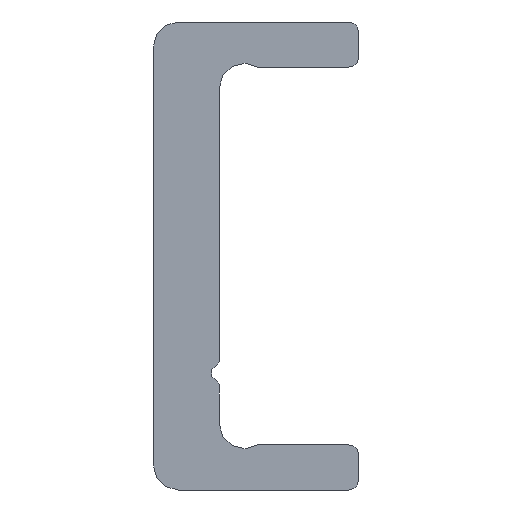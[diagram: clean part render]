
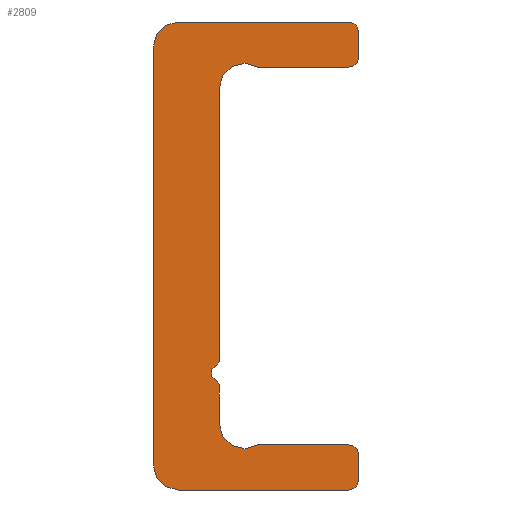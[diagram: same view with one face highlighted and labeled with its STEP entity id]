
A CAD part, left-side view. The second image highlights one B-rep face of the part: STEP entity #2809.
In plain terms, the highlighted planar face has unit normal (-1, 0, 0).
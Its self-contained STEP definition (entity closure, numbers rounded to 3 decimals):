
#1988=CARTESIAN_POINT('',(0.0,-6.15,-13.4));
#1989=VERTEX_POINT('',#1988);
#1996=CARTESIAN_POINT('',(0.0,-5.55,-14.));
#1997=VERTEX_POINT('',#1996);
#1998=CARTESIAN_POINT('',(0.0,-5.55,-13.4));
#1999=DIRECTION('',(1.0,0.0,0.0));
#2000=DIRECTION('',(0.0,-1.0,0.0));
#2001=AXIS2_PLACEMENT_3D('',#1998,#1999,#2000);
#2002=CIRCLE('',#2001,0.6);
#2003=EDGE_CURVE('',#1989,#1997,#2002,.T.);
#2027=CARTESIAN_POINT('',(0.0,-6.15,-11.9));
#2028=VERTEX_POINT('',#2027);
#2035=CARTESIAN_POINT('',(0.0,-6.15,-11.9));
#2036=DIRECTION('',(0.0,0.0,-1.0));
#2037=VECTOR('',#2036,1.5);
#2038=LINE('',#2035,#2037);
#2039=EDGE_CURVE('',#2028,#1989,#2038,.T.);
#2059=CARTESIAN_POINT('',(0.0,-5.55,-11.3));
#2060=VERTEX_POINT('',#2059);
#2067=CARTESIAN_POINT('',(0.0,-5.55,-11.9));
#2068=DIRECTION('',(1.0,0.0,0.0));
#2069=DIRECTION('',(0.0,0.0,1.0));
#2070=AXIS2_PLACEMENT_3D('',#2067,#2068,#2069);
#2071=CIRCLE('',#2070,0.6);
#2072=EDGE_CURVE('',#2060,#2028,#2071,.T.);
#2091=CARTESIAN_POINT('',(0.0,-0.098,-11.3));
#2092=VERTEX_POINT('',#2091);
#2099=CARTESIAN_POINT('',(0.0,-0.098,-11.3));
#2100=DIRECTION('',(0.0,-1.0,0.0));
#2101=VECTOR('',#2100,5.452);
#2102=LINE('',#2099,#2101);
#2103=EDGE_CURVE('',#2092,#2060,#2102,.T.);
#2123=CARTESIAN_POINT('',(0.0,2.2,-10.03));
#2124=VERTEX_POINT('',#2123);
#2131=CARTESIAN_POINT('',(0.0,0.7,-10.03));
#2132=DIRECTION('',(-1.0,0.0,0.0));
#2133=DIRECTION('',(0.0,0.532,0.847));
#2134=AXIS2_PLACEMENT_3D('',#2131,#2132,#2133);
#2135=CIRCLE('',#2134,1.5);
#2136=EDGE_CURVE('',#2124,#2092,#2135,.T.);
#2155=CARTESIAN_POINT('',(0.0,2.2,-7.707));
#2156=VERTEX_POINT('',#2155);
#2163=CARTESIAN_POINT('',(0.0,2.2,-7.707));
#2164=DIRECTION('',(0.0,0.0,-1.0));
#2165=VECTOR('',#2164,2.323);
#2166=LINE('',#2163,#2165);
#2167=EDGE_CURVE('',#2156,#2124,#2166,.T.);
#2187=CARTESIAN_POINT('',(0.0,2.367,-7.471));
#2188=VERTEX_POINT('',#2187);
#2195=CARTESIAN_POINT('',(0.0,2.45,-7.707));
#2196=DIRECTION('',(1.0,0.0,0.0));
#2197=DIRECTION('',(0.0,-0.333,0.943));
#2198=AXIS2_PLACEMENT_3D('',#2195,#2196,#2197);
#2199=CIRCLE('',#2198,0.25);
#2200=EDGE_CURVE('',#2188,#2156,#2199,.T.);
#2220=CARTESIAN_POINT('',(0.0,2.367,-6.529));
#2221=VERTEX_POINT('',#2220);
#2228=CARTESIAN_POINT('',(0.0,2.2,-7.));
#2229=DIRECTION('',(-1.0,0.0,0.0));
#2230=DIRECTION('',(0.0,-0.333,0.943));
#2231=AXIS2_PLACEMENT_3D('',#2228,#2229,#2230);
#2232=CIRCLE('',#2231,0.5);
#2233=EDGE_CURVE('',#2221,#2188,#2232,.T.);
#2253=CARTESIAN_POINT('',(0.0,2.2,-6.293));
#2254=VERTEX_POINT('',#2253);
#2261=CARTESIAN_POINT('',(0.0,2.45,-6.293));
#2262=DIRECTION('',(1.0,0.0,0.0));
#2263=DIRECTION('',(0.0,-1.0,0.0));
#2264=AXIS2_PLACEMENT_3D('',#2261,#2262,#2263);
#2265=CIRCLE('',#2264,0.25);
#2266=EDGE_CURVE('',#2254,#2221,#2265,.T.);
#2285=CARTESIAN_POINT('',(0.0,2.2,10.03));
#2286=VERTEX_POINT('',#2285);
#2293=CARTESIAN_POINT('',(0.0,2.2,10.03));
#2294=DIRECTION('',(0.0,0.0,-1.0));
#2295=VECTOR('',#2294,16.323);
#2296=LINE('',#2293,#2295);
#2297=EDGE_CURVE('',#2286,#2254,#2296,.T.);
#2401=CARTESIAN_POINT('',(0.0,-0.098,11.3));
#2402=VERTEX_POINT('',#2401);
#2409=CARTESIAN_POINT('',(0.0,0.7,10.03));
#2410=DIRECTION('',(-1.0,0.0,0.0));
#2411=DIRECTION('',(0.0,-1.0,0.0));
#2412=AXIS2_PLACEMENT_3D('',#2409,#2410,#2411);
#2413=CIRCLE('',#2412,1.5);
#2414=EDGE_CURVE('',#2402,#2286,#2413,.T.);
#2433=CARTESIAN_POINT('',(0.0,-5.55,11.3));
#2434=VERTEX_POINT('',#2433);
#2441=CARTESIAN_POINT('',(0.0,-5.55,11.3));
#2442=DIRECTION('',(0.0,1.0,0.0));
#2443=VECTOR('',#2442,5.452);
#2444=LINE('',#2441,#2443);
#2445=EDGE_CURVE('',#2434,#2402,#2444,.T.);
#2465=CARTESIAN_POINT('',(0.0,-6.15,11.9));
#2466=VERTEX_POINT('',#2465);
#2473=CARTESIAN_POINT('',(0.0,-5.55,11.9));
#2474=DIRECTION('',(1.0,0.0,0.0));
#2475=DIRECTION('',(0.0,-1.0,0.0));
#2476=AXIS2_PLACEMENT_3D('',#2473,#2474,#2475);
#2477=CIRCLE('',#2476,0.6);
#2478=EDGE_CURVE('',#2466,#2434,#2477,.T.);
#2497=CARTESIAN_POINT('',(0.0,-6.15,13.4));
#2498=VERTEX_POINT('',#2497);
#2505=CARTESIAN_POINT('',(0.0,-6.15,13.4));
#2506=DIRECTION('',(0.0,0.0,-1.0));
#2507=VECTOR('',#2506,1.5);
#2508=LINE('',#2505,#2507);
#2509=EDGE_CURVE('',#2498,#2466,#2508,.T.);
#2529=CARTESIAN_POINT('',(0.0,-5.55,14.));
#2530=VERTEX_POINT('',#2529);
#2537=CARTESIAN_POINT('',(0.0,-5.55,13.4));
#2538=DIRECTION('',(1.0,0.0,0.0));
#2539=DIRECTION('',(0.0,0.0,1.0));
#2540=AXIS2_PLACEMENT_3D('',#2537,#2538,#2539);
#2541=CIRCLE('',#2540,0.6);
#2542=EDGE_CURVE('',#2530,#2498,#2541,.T.);
#2561=CARTESIAN_POINT('',(0.0,4.65,14.));
#2562=VERTEX_POINT('',#2561);
#2569=CARTESIAN_POINT('',(0.0,4.65,14.));
#2570=DIRECTION('',(0.0,-1.0,0.0));
#2571=VECTOR('',#2570,10.2);
#2572=LINE('',#2569,#2571);
#2573=EDGE_CURVE('',#2562,#2530,#2572,.T.);
#2593=CARTESIAN_POINT('',(0.0,6.15,12.5));
#2594=VERTEX_POINT('',#2593);
#2601=CARTESIAN_POINT('',(0.0,4.65,12.5));
#2602=DIRECTION('',(1.0,0.0,0.0));
#2603=DIRECTION('',(0.0,1.0,0.0));
#2604=AXIS2_PLACEMENT_3D('',#2601,#2602,#2603);
#2605=CIRCLE('',#2604,1.5);
#2606=EDGE_CURVE('',#2594,#2562,#2605,.T.);
#2625=CARTESIAN_POINT('',(0.0,6.15,-12.5));
#2626=VERTEX_POINT('',#2625);
#2633=CARTESIAN_POINT('',(0.0,6.15,-12.5));
#2634=DIRECTION('',(0.0,0.0,1.0));
#2635=VECTOR('',#2634,25.);
#2636=LINE('',#2633,#2635);
#2637=EDGE_CURVE('',#2626,#2594,#2636,.T.);
#2741=CARTESIAN_POINT('',(0.0,4.65,-14.));
#2742=VERTEX_POINT('',#2741);
#2749=CARTESIAN_POINT('',(0.0,4.65,-12.5));
#2750=DIRECTION('',(1.0,0.0,0.0));
#2751=DIRECTION('',(0.0,0.0,-1.0));
#2752=AXIS2_PLACEMENT_3D('',#2749,#2750,#2751);
#2753=CIRCLE('',#2752,1.5);
#2754=EDGE_CURVE('',#2742,#2626,#2753,.T.);
#2772=CARTESIAN_POINT('',(0.0,-5.55,-14.));
#2773=DIRECTION('',(0.0,1.0,0.0));
#2774=VECTOR('',#2773,10.2);
#2775=LINE('',#2772,#2774);
#2776=EDGE_CURVE('',#1997,#2742,#2775,.T.);
#2782=CARTESIAN_POINT('',(0.0,1.616,-0.032));
#2783=DIRECTION('',(1.0,0.0,0.0));
#2784=DIRECTION('',(0.0,0.0,-1.0));
#2785=AXIS2_PLACEMENT_3D('',#2782,#2783,#2784);
#2786=PLANE('',#2785);
#2787=ORIENTED_EDGE('',*,*,#2776,.F.);
#2788=ORIENTED_EDGE('',*,*,#2003,.F.);
#2789=ORIENTED_EDGE('',*,*,#2039,.F.);
#2790=ORIENTED_EDGE('',*,*,#2072,.F.);
#2791=ORIENTED_EDGE('',*,*,#2103,.F.);
#2792=ORIENTED_EDGE('',*,*,#2136,.F.);
#2793=ORIENTED_EDGE('',*,*,#2167,.F.);
#2794=ORIENTED_EDGE('',*,*,#2200,.F.);
#2795=ORIENTED_EDGE('',*,*,#2233,.F.);
#2796=ORIENTED_EDGE('',*,*,#2266,.F.);
#2797=ORIENTED_EDGE('',*,*,#2297,.F.);
#2798=ORIENTED_EDGE('',*,*,#2414,.F.);
#2799=ORIENTED_EDGE('',*,*,#2445,.F.);
#2800=ORIENTED_EDGE('',*,*,#2478,.F.);
#2801=ORIENTED_EDGE('',*,*,#2509,.F.);
#2802=ORIENTED_EDGE('',*,*,#2542,.F.);
#2803=ORIENTED_EDGE('',*,*,#2573,.F.);
#2804=ORIENTED_EDGE('',*,*,#2606,.F.);
#2805=ORIENTED_EDGE('',*,*,#2637,.F.);
#2806=ORIENTED_EDGE('',*,*,#2754,.F.);
#2807=EDGE_LOOP('',(#2787,#2788,#2789,#2790,#2791,#2792,#2793,#2794,#2795,#2796,#2797,#2798,#2799,#2800,#2801,#2802,#2803,#2804,#2805,#2806));
#2808=FACE_OUTER_BOUND('',#2807,.T.);
#2809=ADVANCED_FACE('',(#2808),#2786,.F.);
